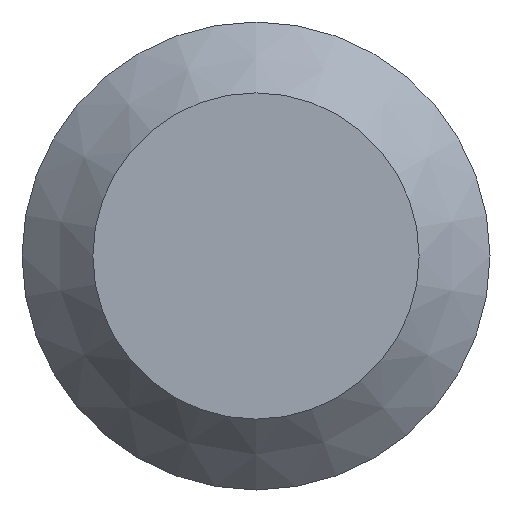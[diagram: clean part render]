
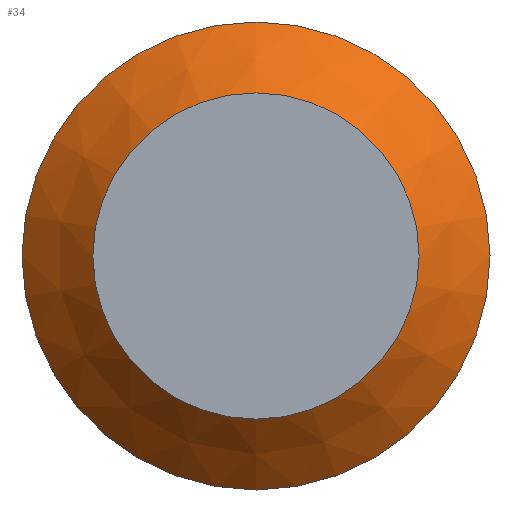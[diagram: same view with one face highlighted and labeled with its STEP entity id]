
A CAD part, left-side view. The second image highlights one B-rep face of the part: STEP entity #34.
In plain terms, the highlighted conical face has half-angle 45 degrees and reference radius 12.2 mm.
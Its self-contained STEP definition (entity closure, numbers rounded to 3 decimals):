
#34 = ADVANCED_FACE( '', ( #71, #72 ), #73, .T. );
#71 = FACE_OUTER_BOUND( '', #116, .T. );
#72 = FACE_BOUND( '', #117, .T. );
#73 = CONICAL_SURFACE( '', #118, 12.2, 0.785 );
#116 = EDGE_LOOP( '', ( #155 ) );
#117 = EDGE_LOOP( '', ( #156 ) );
#118 = AXIS2_PLACEMENT_3D( '', #157, #158, #159 );
#155 = ORIENTED_EDGE( '', *, *, #213, .F. );
#156 = ORIENTED_EDGE( '', *, *, #214, .T. );
#157 = CARTESIAN_POINT( '', ( 0., 0., 0. ) );
#158 = DIRECTION( '', ( 1., 0., 0. ) );
#159 = DIRECTION( '', ( 0., 0., -1. ) );
#213 = EDGE_CURVE( '', #232, #232, #233, .T. );
#214 = EDGE_CURVE( '', #234, #234, #235, .T. );
#232 = VERTEX_POINT( '', #260 );
#233 = CIRCLE( '', #261, 17.5 );
#234 = VERTEX_POINT( '', #262 );
#235 = CIRCLE( '', #263, 12.2 );
#260 = CARTESIAN_POINT( '', ( 5.3, 0., -17.5 ) );
#261 = AXIS2_PLACEMENT_3D( '', #287, #288, #289 );
#262 = CARTESIAN_POINT( '', ( 0., 0., -12.2 ) );
#263 = AXIS2_PLACEMENT_3D( '', #290, #291, #292 );
#287 = CARTESIAN_POINT( '', ( 5.3, 0., 0. ) );
#288 = DIRECTION( '', ( 1., 0., 0. ) );
#289 = DIRECTION( '', ( 0., 0., -1. ) );
#290 = CARTESIAN_POINT( '', ( 0., 0., 0. ) );
#291 = DIRECTION( '', ( 1., 0., 0. ) );
#292 = DIRECTION( '', ( 0., 0., -1. ) );
